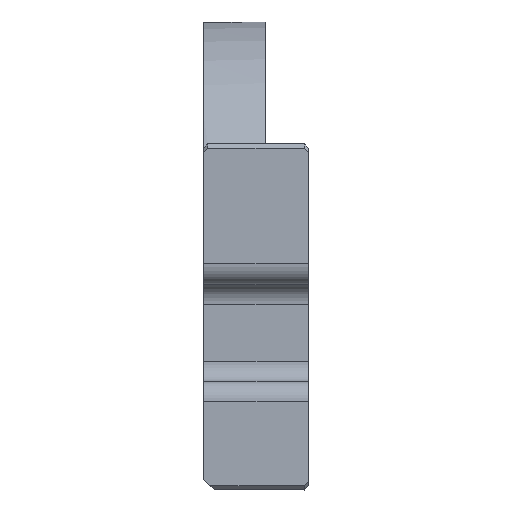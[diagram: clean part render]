
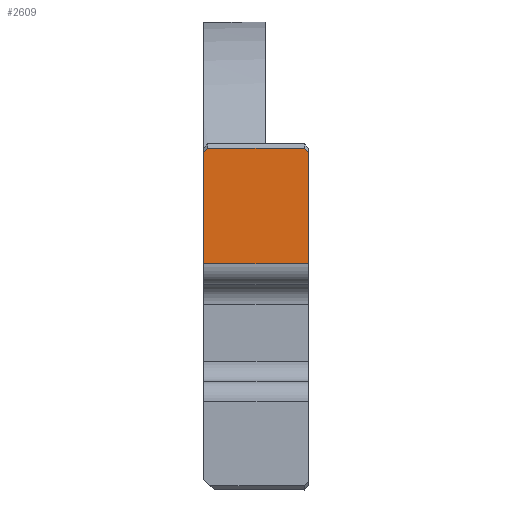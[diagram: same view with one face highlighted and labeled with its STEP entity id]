
A CAD part, left-side view. The second image highlights one B-rep face of the part: STEP entity #2609.
In plain terms, the highlighted planar face has unit normal (-1, 0, 0).
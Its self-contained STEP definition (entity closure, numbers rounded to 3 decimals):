
#115=PLANE('',#2853);
#237=FACE_OUTER_BOUND('',#402,.T.);
#402=EDGE_LOOP('',(#2148,#2149,#2150,#2151,#2152,#2153));
#566=LINE('',#3988,#825);
#586=LINE('',#4052,#845);
#628=LINE('',#4176,#887);
#630=LINE('',#4179,#889);
#639=LINE('',#4228,#898);
#640=LINE('',#4229,#899);
#825=VECTOR('',#3177,10.);
#845=VECTOR('',#3243,1000.);
#887=VECTOR('',#3369,10.);
#889=VECTOR('',#3373,10.);
#898=VECTOR('',#3420,2.);
#899=VECTOR('',#3421,10.);
#1217=VERTEX_POINT('',#3985);
#1218=VERTEX_POINT('',#3987);
#1236=VERTEX_POINT('',#4045);
#1239=VERTEX_POINT('',#4050);
#1279=VERTEX_POINT('',#4175);
#1288=VERTEX_POINT('',#4227);
#1492=EDGE_CURVE('',#1217,#1218,#566,.T.);
#1522=EDGE_CURVE('',#1239,#1236,#586,.T.);
#1582=EDGE_CURVE('',#1236,#1279,#628,.T.);
#1584=EDGE_CURVE('',#1239,#1218,#630,.T.);
#1602=EDGE_CURVE('',#1288,#1217,#639,.T.);
#1603=EDGE_CURVE('',#1279,#1288,#640,.T.);
#2148=ORIENTED_EDGE('',*,*,#1602,.F.);
#2149=ORIENTED_EDGE('',*,*,#1603,.F.);
#2150=ORIENTED_EDGE('',*,*,#1582,.F.);
#2151=ORIENTED_EDGE('',*,*,#1522,.F.);
#2152=ORIENTED_EDGE('',*,*,#1584,.T.);
#2153=ORIENTED_EDGE('',*,*,#1492,.F.);
#2609=ADVANCED_FACE('',(#237),#115,.T.);
#2853=AXIS2_PLACEMENT_3D('',#4226,#3418,#3419);
#3177=DIRECTION('',(0.,0.,1.));
#3243=DIRECTION('',(0.,-1.,0.));
#3369=DIRECTION('',(0.,-0.707,-0.707));
#3373=DIRECTION('',(0.,0.707,-0.707));
#3418=DIRECTION('center_axis',(-1.,0.,0.));
#3419=DIRECTION('ref_axis',(0.,0.,-1.));
#3420=DIRECTION('',(0.,1.,0.));
#3421=DIRECTION('',(0.,0.,-1.));
#3985=CARTESIAN_POINT('',(-10.455,232.05,1.349));
#3987=CARTESIAN_POINT('',(-10.455,232.05,12.));
#3988=CARTESIAN_POINT('',(-10.455,232.05,3.238));
#4045=CARTESIAN_POINT('',(-10.455,222.45,12.4));
#4050=CARTESIAN_POINT('',(-10.455,231.65,12.4));
#4052=CARTESIAN_POINT('',(-10.455,226.05,12.4));
#4175=CARTESIAN_POINT('',(-10.455,222.05,12.));
#4176=CARTESIAN_POINT('',(-10.455,223.45,13.4));
#4179=CARTESIAN_POINT('',(-10.455,230.05,14.));
#4226=CARTESIAN_POINT('Origin',(-10.455,226.05,12.8));
#4227=CARTESIAN_POINT('',(-10.455,222.05,1.349));
#4228=CARTESIAN_POINT('',(-10.455,222.05,1.349));
#4229=CARTESIAN_POINT('',(-10.455,222.05,3.238));
